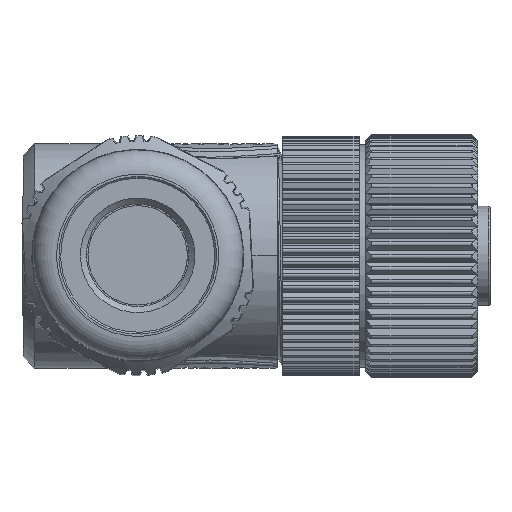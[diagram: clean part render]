
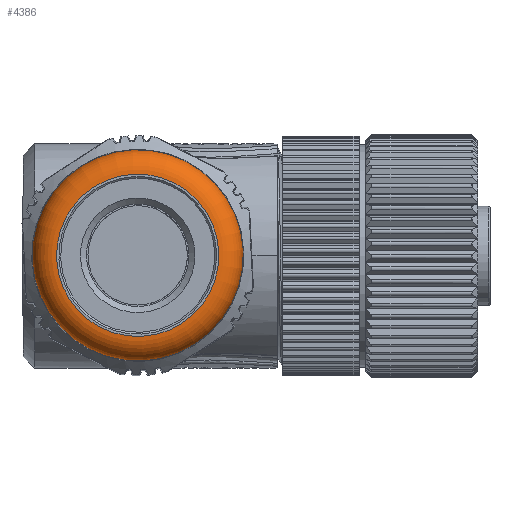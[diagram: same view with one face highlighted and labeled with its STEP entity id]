
A CAD part, top view. The second image highlights one B-rep face of the part: STEP entity #4386.
In plain terms, the highlighted toroidal (fillet/blend) face has major radius 6.692 mm and minor radius 2 mm.
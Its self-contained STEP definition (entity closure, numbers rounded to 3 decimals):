
#3715=TOROIDAL_SURFACE('',#18641,6.692,2.);
#3780=FACE_BOUND('',#6884,.T.);
#3781=FACE_BOUND('',#6885,.T.);
#4386=ADVANCED_FACE('',(#3780,#3781),#3715,.T.);
#6884=EDGE_LOOP('',(#10330));
#6885=EDGE_LOOP('',(#10331));
#10330=ORIENTED_EDGE('',*,*,#14491,.T.);
#10331=ORIENTED_EDGE('',*,*,#15906,.F.);
#12793=VERTEX_POINT('',#24071);
#13730=VERTEX_POINT('',#33400);
#14491=EDGE_CURVE('',#12793,#12793,#17127,.T.);
#15906=EDGE_CURVE('',#13730,#13730,#17471,.T.);
#17127=CIRCLE('',#17825,8.692);
#17471=CIRCLE('',#18640,6.692);
#17825=AXIS2_PLACEMENT_3D('',#24070,#19546,#19547);
#18640=AXIS2_PLACEMENT_3D('',#33399,#21905,#21906);
#18641=AXIS2_PLACEMENT_3D('',#33401,#21907,#21908);
#19546=DIRECTION('',(0.,0.,1.));
#19547=DIRECTION('',(-0.84,-0.542,0.));
#21905=DIRECTION('',(0.,0.,1.));
#21906=DIRECTION('',(-0.84,-0.542,0.));
#21907=DIRECTION('',(0.,0.,1.));
#21908=DIRECTION('',(-0.844,-0.537,0.));
#24070=CARTESIAN_POINT('',(0.,0.,-1.815));
#24071=CARTESIAN_POINT('',(-7.305,-4.71,-1.815));
#33399=CARTESIAN_POINT('',(0.,0.,0.15));
#33400=CARTESIAN_POINT('',(-5.624,-3.626,0.15));
#33401=CARTESIAN_POINT('',(0.,0.,-1.85));
